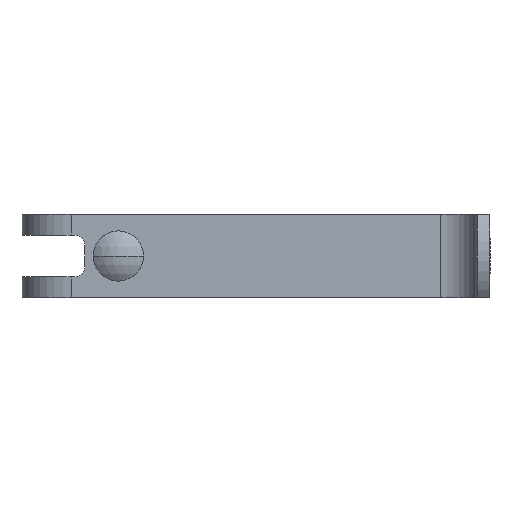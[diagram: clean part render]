
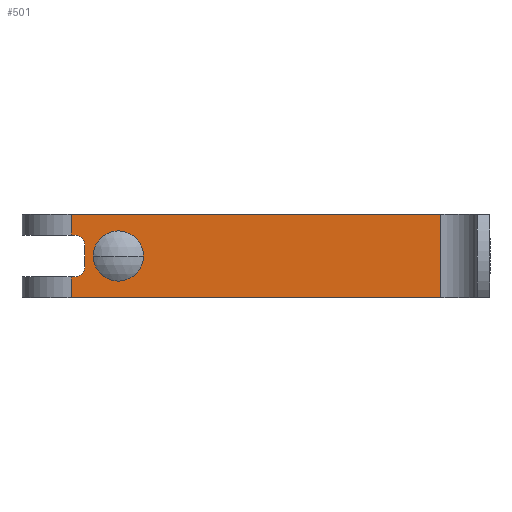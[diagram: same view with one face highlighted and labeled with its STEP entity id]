
A CAD part, front view. The second image highlights one B-rep face of the part: STEP entity #501.
In plain terms, the highlighted planar face has unit normal (0, -1, 0).
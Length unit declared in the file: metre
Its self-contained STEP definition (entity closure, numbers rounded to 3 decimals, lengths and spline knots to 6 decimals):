
#4 = CARTESIAN_POINT ( 'NONE',  ( -0.0235, 0.069, 0.04 ) ) ;
#16 = EDGE_CURVE ( 'NONE', #277, #1062, #1374, .T. ) ;
#152 = VERTEX_POINT ( 'NONE', #2064 ) ;
#169 = DIRECTION ( 'NONE',  ( 0., -1., 0. ) ) ;
#200 = CARTESIAN_POINT ( 'NONE',  ( -0.1753, 0.069, 0.02 ) ) ;
#277 = VERTEX_POINT ( 'NONE', #1632 ) ;
#332 = CARTESIAN_POINT ( 'NONE',  ( -0.0235, 0.069, 0.04 ) ) ;
#353 = VERTEX_POINT ( 'NONE', #2677 ) ;
#363 = AXIS2_PLACEMENT_3D ( 'NONE', #605, #620, #2289 ) ;
#406 = FACE_OUTER_BOUND ( 'NONE', #1132, .T. ) ;
#417 = CARTESIAN_POINT ( 'NONE',  ( 0., 0.069, 0.01 ) ) ;
#475 = LINE ( 'NONE', #4, #942 ) ;
#495 = CARTESIAN_POINT ( 'NONE',  ( -0.1793, 0.069, 0.0255 ) ) ;
#501 = ADVANCED_FACE ( 'NONE', ( #631, #406 ), #848, .T. ) ;
#505 = AXIS2_PLACEMENT_3D ( 'NONE', #913, #664, #1673 ) ;
#530 = CARTESIAN_POINT ( 'NONE',  ( -0.1935, 0.069, 0.04 ) ) ;
#541 = CARTESIAN_POINT ( 'NONE',  ( 0., 0.069, 0.0145 ) ) ;
#551 = VECTOR ( 'NONE', #1667, 1. ) ;
#560 = LINE ( 'NONE', #541, #1274 ) ;
#570 = ORIENTED_EDGE ( 'NONE', *, *, #2116, .T. ) ;
#573 = DIRECTION ( 'NONE',  ( 0., 1., 0. ) ) ;
#605 = CARTESIAN_POINT ( 'NONE',  ( -0.1753, 0.069, 0.02 ) ) ;
#620 = DIRECTION ( 'NONE',  ( 0., 1., 0. ) ) ;
#631 = FACE_BOUND ( 'NONE', #1252, .T. ) ;
#658 = EDGE_CURVE ( 'NONE', #1457, #859, #1856, .T. ) ;
#664 = DIRECTION ( 'NONE',  ( 0., -1., 0. ) ) ;
#671 = CARTESIAN_POINT ( 'NONE',  ( -0.2, 0.069, 0.04 ) ) ;
#673 = VERTEX_POINT ( 'NONE', #1911 ) ;
#708 = CARTESIAN_POINT ( 'NONE',  ( 0., 0.069, 0. ) ) ;
#711 = VERTEX_POINT ( 'NONE', #1864 ) ;
#717 = ORIENTED_EDGE ( 'NONE', *, *, #2002, .T. ) ;
#786 = ORIENTED_EDGE ( 'NONE', *, *, #1938, .F. ) ;
#809 = CARTESIAN_POINT ( 'NONE',  ( 0., 0.069, 0.03 ) ) ;
#848 = PLANE ( 'NONE',  #1803 ) ;
#850 = AXIS2_PLACEMENT_3D ( 'NONE', #2259, #573, #2952 ) ;
#859 = VERTEX_POINT ( 'NONE', #1282 ) ;
#884 = EDGE_CURVE ( 'NONE', #353, #1062, #2983, .T. ) ;
#891 = VERTEX_POINT ( 'NONE', #2508 ) ;
#896 = VERTEX_POINT ( 'NONE', #332 ) ;
#913 = CARTESIAN_POINT ( 'NONE',  ( -0.1985, 0.069, 0.015 ) ) ;
#942 = VECTOR ( 'NONE', #1186, 1. ) ;
#955 = VERTEX_POINT ( 'NONE', #2576 ) ;
#994 = VECTOR ( 'NONE', #1760, 1. ) ;
#995 = DIRECTION ( 'NONE',  ( 1., 0., 0. ) ) ;
#1059 = EDGE_CURVE ( 'NONE', #896, #2367, #475, .T. ) ;
#1062 = VERTEX_POINT ( 'NONE', #1168 ) ;
#1093 = ORIENTED_EDGE ( 'NONE', *, *, #2503, .T. ) ;
#1103 = VECTOR ( 'NONE', #1743, 1. ) ;
#1132 = EDGE_LOOP ( 'NONE', ( #2381, #1658, #2228, #1544, #786, #2608, #1546, #1093, #2038, #2348 ) ) ;
#1148 = DIRECTION ( 'NONE',  ( 0., 1., 0. ) ) ;
#1168 = CARTESIAN_POINT ( 'NONE',  ( -0.2, 0.069, 0.03 ) ) ;
#1174 = EDGE_CURVE ( 'NONE', #2783, #353, #1494, .T. ) ;
#1182 = LINE ( 'NONE', #708, #1977 ) ;
#1186 = DIRECTION ( 'NONE',  ( 0., 0., -1. ) ) ;
#1231 = DIRECTION ( 'NONE',  ( 0., -1., 0. ) ) ;
#1250 = CARTESIAN_POINT ( 'NONE',  ( 0., 0.069, 0.0255 ) ) ;
#1252 = EDGE_LOOP ( 'NONE', ( #717, #570, #1422, #1844, #2101 ) ) ;
#1274 = VECTOR ( 'NONE', #2000, 1. ) ;
#1282 = CARTESIAN_POINT ( 'NONE',  ( -0.1935, 0.069, 0.015 ) ) ;
#1293 = DIRECTION ( 'NONE',  ( 0., 0., -1. ) ) ;
#1297 = DIRECTION ( 'NONE',  ( 0., 0., 1. ) ) ;
#1364 = CARTESIAN_POINT ( 'NONE',  ( 0., 0.069, 0.04 ) ) ;
#1366 = DIRECTION ( 'NONE',  ( 1., 0., 0. ) ) ;
#1374 = LINE ( 'NONE', #671, #1798 ) ;
#1388 = EDGE_CURVE ( 'NONE', #891, #955, #2573, .T. ) ;
#1414 = DIRECTION ( 'NONE',  ( -1., 0., 0. ) ) ;
#1422 = ORIENTED_EDGE ( 'NONE', *, *, #1388, .T. ) ;
#1452 = VERTEX_POINT ( 'NONE', #2839 ) ;
#1457 = VERTEX_POINT ( 'NONE', #2398 ) ;
#1494 = CIRCLE ( 'NONE', #2574, 0.005 ) ;
#1544 = ORIENTED_EDGE ( 'NONE', *, *, #1174, .F. ) ;
#1546 = ORIENTED_EDGE ( 'NONE', *, *, #3079, .F. ) ;
#1632 = CARTESIAN_POINT ( 'NONE',  ( -0.2, 0.069, 0.04 ) ) ;
#1658 = ORIENTED_EDGE ( 'NONE', *, *, #16, .T. ) ;
#1667 = DIRECTION ( 'NONE',  ( -1., 0., 0. ) ) ;
#1673 = DIRECTION ( 'NONE',  ( 1., 0., 0. ) ) ;
#1743 = DIRECTION ( 'NONE',  ( 1., 0., 0. ) ) ;
#1758 = LINE ( 'NONE', #530, #2363 ) ;
#1760 = DIRECTION ( 'NONE',  ( -1., 0., 0. ) ) ;
#1785 = EDGE_CURVE ( 'NONE', #896, #277, #2815, .T. ) ;
#1798 = VECTOR ( 'NONE', #2634, 1. ) ;
#1803 = AXIS2_PLACEMENT_3D ( 'NONE', #3051, #169, #1366 ) ;
#1844 = ORIENTED_EDGE ( 'NONE', *, *, #2412, .F. ) ;
#1856 = CIRCLE ( 'NONE', #505, 0.005 ) ;
#1864 = CARTESIAN_POINT ( 'NONE',  ( -0.1753, 0.069, 0.0255 ) ) ;
#1898 = VERTEX_POINT ( 'NONE', #495 ) ;
#1902 = CIRCLE ( 'NONE', #850, 0.0055 ) ;
#1911 = CARTESIAN_POINT ( 'NONE',  ( -0.2, 0.069, 0.01 ) ) ;
#1934 = CARTESIAN_POINT ( 'NONE',  ( -0.1985, 0.069, 0.025 ) ) ;
#1938 = EDGE_CURVE ( 'NONE', #859, #2783, #1758, .T. ) ;
#1977 = VECTOR ( 'NONE', #1414, 1. ) ;
#2000 = DIRECTION ( 'NONE',  ( 1., 0., 0. ) ) ;
#2002 = EDGE_CURVE ( 'NONE', #1898, #711, #2937, .T. ) ;
#2022 = EDGE_CURVE ( 'NONE', #152, #1898, #1902, .T. ) ;
#2038 = ORIENTED_EDGE ( 'NONE', *, *, #2654, .F. ) ;
#2064 = CARTESIAN_POINT ( 'NONE',  ( -0.1793, 0.069, 0.0145 ) ) ;
#2081 = VECTOR ( 'NONE', #2364, 1. ) ;
#2090 = DIRECTION ( 'NONE',  ( -1., 0., 0. ) ) ;
#2101 = ORIENTED_EDGE ( 'NONE', *, *, #2022, .T. ) ;
#2116 = EDGE_CURVE ( 'NONE', #711, #891, #3096, .T. ) ;
#2221 = CARTESIAN_POINT ( 'NONE',  ( -0.1935, 0.069, 0.025 ) ) ;
#2228 = ORIENTED_EDGE ( 'NONE', *, *, #884, .F. ) ;
#2259 = CARTESIAN_POINT ( 'NONE',  ( -0.1793, 0.069, 0.02 ) ) ;
#2289 = DIRECTION ( 'NONE',  ( -1., 0., 0. ) ) ;
#2348 = ORIENTED_EDGE ( 'NONE', *, *, #1059, .F. ) ;
#2363 = VECTOR ( 'NONE', #1297, 1. ) ;
#2364 = DIRECTION ( 'NONE',  ( 1., 0., 0. ) ) ;
#2367 = VERTEX_POINT ( 'NONE', #2506 ) ;
#2381 = ORIENTED_EDGE ( 'NONE', *, *, #1785, .T. ) ;
#2398 = CARTESIAN_POINT ( 'NONE',  ( -0.1985, 0.069, 0.01 ) ) ;
#2412 = EDGE_CURVE ( 'NONE', #152, #955, #560, .T. ) ;
#2495 = VECTOR ( 'NONE', #1293, 1. ) ;
#2503 = EDGE_CURVE ( 'NONE', #673, #1452, #2557, .T. ) ;
#2506 = CARTESIAN_POINT ( 'NONE',  ( -0.0235, 0.069, 0. ) ) ;
#2508 = CARTESIAN_POINT ( 'NONE',  ( -0.1698, 0.069, 0.02 ) ) ;
#2557 = LINE ( 'NONE', #2993, #2495 ) ;
#2573 = CIRCLE ( 'NONE', #3120, 0.0055 ) ;
#2574 = AXIS2_PLACEMENT_3D ( 'NONE', #1934, #1231, #995 ) ;
#2576 = CARTESIAN_POINT ( 'NONE',  ( -0.1753, 0.069, 0.0145 ) ) ;
#2608 = ORIENTED_EDGE ( 'NONE', *, *, #658, .F. ) ;
#2634 = DIRECTION ( 'NONE',  ( 0., 0., -1. ) ) ;
#2654 = EDGE_CURVE ( 'NONE', #2367, #1452, #1182, .T. ) ;
#2677 = CARTESIAN_POINT ( 'NONE',  ( -0.1985, 0.069, 0.03 ) ) ;
#2783 = VERTEX_POINT ( 'NONE', #2221 ) ;
#2815 = LINE ( 'NONE', #1364, #551 ) ;
#2839 = CARTESIAN_POINT ( 'NONE',  ( -0.2, 0.069, 0. ) ) ;
#2937 = LINE ( 'NONE', #1250, #1103 ) ;
#2952 = DIRECTION ( 'NONE',  ( -1., 0., 0. ) ) ;
#2983 = LINE ( 'NONE', #809, #994 ) ;
#2993 = CARTESIAN_POINT ( 'NONE',  ( -0.2, 0.069, 0.04 ) ) ;
#3051 = CARTESIAN_POINT ( 'NONE',  ( 0., 0.069, 0.04 ) ) ;
#3079 = EDGE_CURVE ( 'NONE', #673, #1457, #3109, .T. ) ;
#3096 = CIRCLE ( 'NONE', #363, 0.0055 ) ;
#3109 = LINE ( 'NONE', #417, #2081 ) ;
#3120 = AXIS2_PLACEMENT_3D ( 'NONE', #200, #1148, #2090 ) ;
